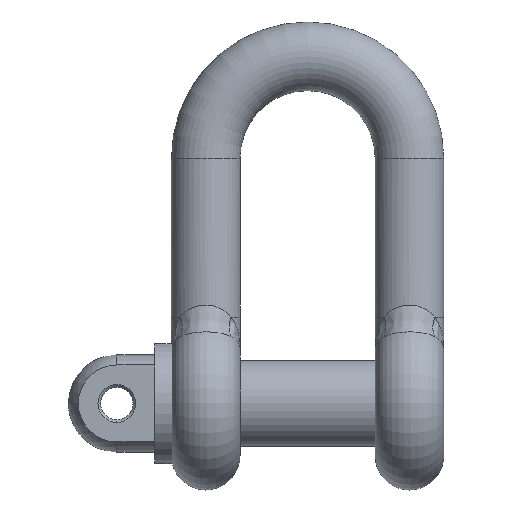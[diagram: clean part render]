
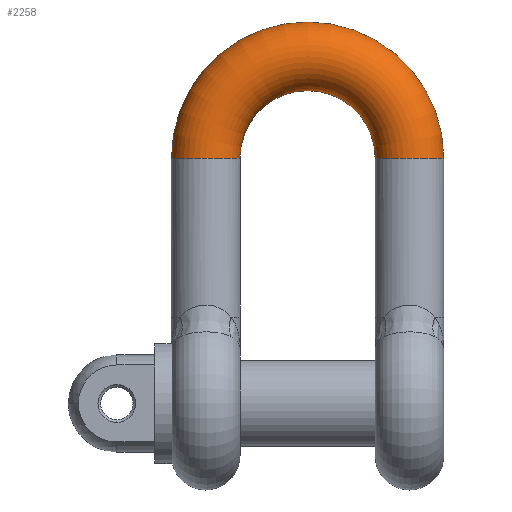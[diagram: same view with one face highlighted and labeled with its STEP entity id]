
A CAD part, top view. The second image highlights one B-rep face of the part: STEP entity #2258.
In plain terms, the highlighted toroidal (fillet/blend) face has major radius 18.85 mm and minor radius 6.35 mm.
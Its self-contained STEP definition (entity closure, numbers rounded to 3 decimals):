
#8 = CARTESIAN_POINT ( 'NONE',  ( 18.85, 45.4, 0. ) ) ;
#43 = ORIENTED_EDGE ( 'NONE', *, *, #1884, .F. ) ;
#245 = CARTESIAN_POINT ( 'NONE',  ( 0., 45.4, 0. ) ) ;
#348 = VERTEX_POINT ( 'NONE', #1378 ) ;
#423 = EDGE_CURVE ( 'NONE', #1493, #348, #1753, .T. ) ;
#647 = CARTESIAN_POINT ( 'NONE',  ( -18.85, 45.4, 0. ) ) ;
#685 = DIRECTION ( 'NONE',  ( -1., 0., 0. ) ) ;
#711 = FACE_OUTER_BOUND ( 'NONE', #1622, .T. ) ;
#734 = CARTESIAN_POINT ( 'NONE',  ( -12.5, 45.4, 0. ) ) ;
#890 = AXIS2_PLACEMENT_3D ( 'NONE', #245, #1200, #2001 ) ;
#946 = DIRECTION ( 'NONE',  ( 0., -1., 0. ) ) ;
#1046 = TOROIDAL_SURFACE ( 'NONE', #890, 18.85, 6.35 ) ;
#1093 = AXIS2_PLACEMENT_3D ( 'NONE', #647, #1592, #2280 ) ;
#1136 = CIRCLE ( 'NONE', #1093, 6.35 ) ;
#1200 = DIRECTION ( 'NONE',  ( 0., 0., -1. ) ) ;
#1378 = CARTESIAN_POINT ( 'NONE',  ( 25.2, 45.4, 0. ) ) ;
#1493 = VERTEX_POINT ( 'NONE', #2307 ) ;
#1516 = ORIENTED_EDGE ( 'NONE', *, *, #423, .F. ) ;
#1563 = CARTESIAN_POINT ( 'NONE',  ( 12.5, 45.4, 0. ) ) ;
#1592 = DIRECTION ( 'NONE',  ( 0., 1., 0. ) ) ;
#1622 = EDGE_LOOP ( 'NONE', ( #1516, #2483, #2357, #43 ) ) ;
#1642 = VERTEX_POINT ( 'NONE', #734 ) ;
#1704 = AXIS2_PLACEMENT_3D ( 'NONE', #2108, #2105, #2100 ) ;
#1721 = VERTEX_POINT ( 'NONE', #1563 ) ;
#1753 = CIRCLE ( 'NONE', #1704, 25.2 ) ;
#1823 = CARTESIAN_POINT ( 'NONE',  ( 0., 45.4, 0. ) ) ;
#1836 = DIRECTION ( 'NONE',  ( 0., 0., 1. ) ) ;
#1884 = EDGE_CURVE ( 'NONE', #348, #1721, #2078, .T. ) ;
#2001 = DIRECTION ( 'NONE',  ( -1., 0., 0. ) ) ;
#2055 = AXIS2_PLACEMENT_3D ( 'NONE', #8, #946, #1836 ) ;
#2078 = CIRCLE ( 'NONE', #2055, 6.35 ) ;
#2100 = DIRECTION ( 'NONE',  ( -1., 0., 0. ) ) ;
#2105 = DIRECTION ( 'NONE',  ( 0., 0., -1. ) ) ;
#2108 = CARTESIAN_POINT ( 'NONE',  ( 0., 45.4, 0. ) ) ;
#2144 = EDGE_CURVE ( 'NONE', #1642, #1721, #2503, .T. ) ;
#2258 = ADVANCED_FACE ( 'NONE', ( #711 ), #1046, .T. ) ;
#2280 = DIRECTION ( 'NONE',  ( 0., 0., 1. ) ) ;
#2307 = CARTESIAN_POINT ( 'NONE',  ( -25.2, 45.4, 0. ) ) ;
#2357 = ORIENTED_EDGE ( 'NONE', *, *, #2144, .T. ) ;
#2441 = AXIS2_PLACEMENT_3D ( 'NONE', #1823, #2467, #685 ) ;
#2467 = DIRECTION ( 'NONE',  ( 0., 0., -1. ) ) ;
#2483 = ORIENTED_EDGE ( 'NONE', *, *, #2566, .T. ) ;
#2503 = CIRCLE ( 'NONE', #2441, 12.5 ) ;
#2566 = EDGE_CURVE ( 'NONE', #1493, #1642, #1136, .T. ) ;
